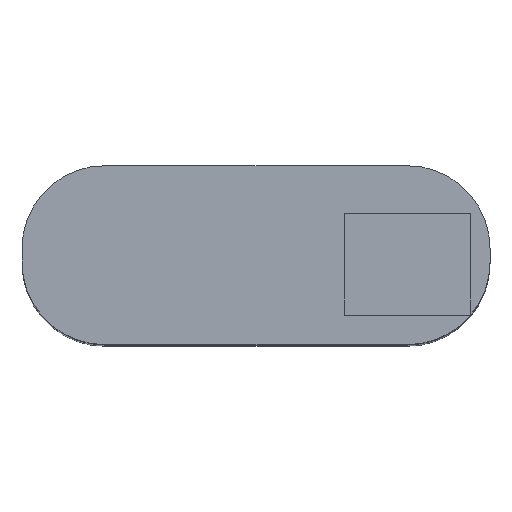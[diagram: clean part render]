
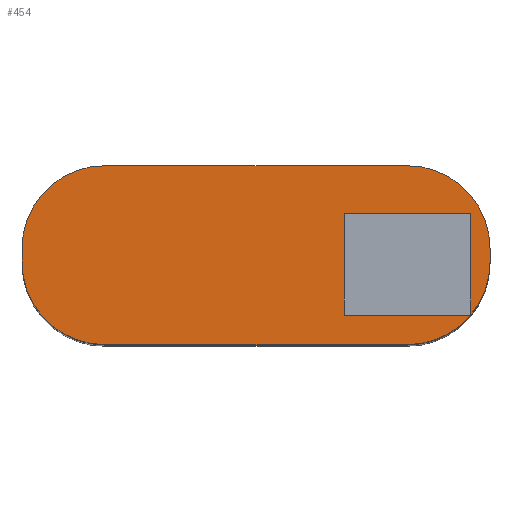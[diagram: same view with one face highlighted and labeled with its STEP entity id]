
A CAD part, top view. The second image highlights one B-rep face of the part: STEP entity #454.
In plain terms, the highlighted planar face has unit normal (0, 0, 1).
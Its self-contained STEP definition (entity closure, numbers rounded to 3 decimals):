
#2 = EDGE_CURVE ( 'NONE', #1036, #402, #586, .T. ) ;
#5 = CARTESIAN_POINT ( 'NONE',  ( 3., 3.5, 35. ) ) ;
#6 = DIRECTION ( 'NONE',  ( 0., 0., 1. ) ) ;
#12 = DIRECTION ( 'NONE',  ( -1., 0., 0. ) ) ;
#18 = CARTESIAN_POINT ( 'NONE',  ( 0., 3., 35. ) ) ;
#29 = CIRCLE ( 'NONE', #624, 0.8 ) ;
#64 = DIRECTION ( 'NONE',  ( -1., 0., 0. ) ) ;
#112 = AXIS2_PLACEMENT_3D ( 'NONE', #5, #6, #12 ) ;
#118 = VERTEX_POINT ( 'NONE', #1030 ) ;
#124 = EDGE_CURVE ( 'NONE', #809, #1189, #29, .T. ) ;
#134 = VECTOR ( 'NONE', #64, 1000. ) ;
#137 = CARTESIAN_POINT ( 'NONE',  ( 0., 3.5, 35. ) ) ;
#142 = LINE ( 'NONE', #1041, #134 ) ;
#146 = VECTOR ( 'NONE', #1162, 1000. ) ;
#161 = LINE ( 'NONE', #1145, #146 ) ;
#167 = ORIENTED_EDGE ( 'NONE', *, *, #1323, .F. ) ;
#173 = VECTOR ( 'NONE', #1139, 1000. ) ;
#176 = EDGE_CURVE ( 'NONE', #118, #531, #142, .T. ) ;
#177 = CIRCLE ( 'NONE', #747, 0.8 ) ;
#180 = CARTESIAN_POINT ( 'NONE',  ( 15., 3., 35. ) ) ;
#206 = DIRECTION ( 'NONE',  ( -1., 0., 0. ) ) ;
#207 = LINE ( 'NONE', #1112, #173 ) ;
#215 = DIRECTION ( 'NONE',  ( 0., 0., -1. ) ) ;
#220 = CIRCLE ( 'NONE', #756, 3. ) ;
#223 = DIRECTION ( 'NONE',  ( -1., 0., 0. ) ) ;
#288 = ORIENTED_EDGE ( 'NONE', *, *, #124, .T. ) ;
#302 = CARTESIAN_POINT ( 'NONE',  ( 14., 0., 35. ) ) ;
#346 = CARTESIAN_POINT ( 'NONE',  ( -0.01, -0.01, 35. ) ) ;
#384 = DIRECTION ( 'NONE',  ( 1., 0., 0. ) ) ;
#386 = DIRECTION ( 'NONE',  ( 0., 0., 1. ) ) ;
#389 = VECTOR ( 'NONE', #384, 1000. ) ;
#402 = VERTEX_POINT ( 'NONE', #302 ) ;
#415 = EDGE_LOOP ( 'NONE', ( #1244, #1238, #655, #597, #537, #1341, #1154, #167 ) ) ;
#436 = EDGE_CURVE ( 'NONE', #531, #741, #760, .T. ) ;
#442 = VERTEX_POINT ( 'NONE', #18 ) ;
#445 = CIRCLE ( 'NONE', #850, 3. ) ;
#452 = FACE_BOUND ( 'NONE', #797, .T. ) ;
#454 = ADVANCED_FACE ( 'NONE', ( #510, #452, #505 ), #922, .T. ) ;
#467 = CARTESIAN_POINT ( 'NONE',  ( 8.5, 0., 35. ) ) ;
#496 = VERTEX_POINT ( 'NONE', #820 ) ;
#505 = FACE_OUTER_BOUND ( 'NONE', #415, .T. ) ;
#510 = FACE_BOUND ( 'NONE', #1379, .T. ) ;
#531 = VERTEX_POINT ( 'NONE', #835 ) ;
#537 = ORIENTED_EDGE ( 'NONE', *, *, #774, .T. ) ;
#556 = CARTESIAN_POINT ( 'NONE',  ( 17., 3.5, 35. ) ) ;
#586 = LINE ( 'NONE', #467, #389 ) ;
#595 = CARTESIAN_POINT ( 'NONE',  ( 3., 0., 35. ) ) ;
#597 = ORIENTED_EDGE ( 'NONE', *, *, #1371, .F. ) ;
#624 = AXIS2_PLACEMENT_3D ( 'NONE', #1149, #1233, #1246 ) ;
#653 = VERTEX_POINT ( 'NONE', #840 ) ;
#655 = ORIENTED_EDGE ( 'NONE', *, *, #1314, .T. ) ;
#731 = EDGE_CURVE ( 'NONE', #496, #795, #908, .T. ) ;
#741 = VERTEX_POINT ( 'NONE', #137 ) ;
#745 = CIRCLE ( 'NONE', #885, 0.8 ) ;
#747 = AXIS2_PLACEMENT_3D ( 'NONE', #1164, #1167, #1169 ) ;
#749 = DIRECTION ( 'NONE',  ( 0., 0., -1. ) ) ;
#756 = AXIS2_PLACEMENT_3D ( 'NONE', #1117, #1118, #1122 ) ;
#760 = CIRCLE ( 'NONE', #112, 3. ) ;
#774 = EDGE_CURVE ( 'NONE', #1019, #118, #876, .T. ) ;
#795 = VERTEX_POINT ( 'NONE', #955 ) ;
#797 = EDGE_LOOP ( 'NONE', ( #1232, #1366 ) ) ;
#809 = VERTEX_POINT ( 'NONE', #965 ) ;
#820 = CARTESIAN_POINT ( 'NONE',  ( 14.2, 3., 35. ) ) ;
#835 = CARTESIAN_POINT ( 'NONE',  ( 3., 6.5, 35. ) ) ;
#840 = CARTESIAN_POINT ( 'NONE',  ( 17., 3., 35. ) ) ;
#849 = EDGE_CURVE ( 'NONE', #795, #496, #745, .T. ) ;
#850 = AXIS2_PLACEMENT_3D ( 'NONE', #886, #889, #895 ) ;
#858 = DIRECTION ( 'NONE',  ( 1., 0., 0. ) ) ;
#876 = CIRCLE ( 'NONE', #914, 3. ) ;
#885 = AXIS2_PLACEMENT_3D ( 'NONE', #180, #215, #223 ) ;
#886 = CARTESIAN_POINT ( 'NONE',  ( 3., 3., 35. ) ) ;
#889 = DIRECTION ( 'NONE',  ( 0., 0., 1. ) ) ;
#895 = DIRECTION ( 'NONE',  ( 1., 0., 0. ) ) ;
#908 = CIRCLE ( 'NONE', #952, 0.8 ) ;
#914 = AXIS2_PLACEMENT_3D ( 'NONE', #966, #1024, #1046 ) ;
#920 = CARTESIAN_POINT ( 'NONE',  ( 15., 3., 35. ) ) ;
#922 = PLANE ( 'NONE',  #1285 ) ;
#952 = AXIS2_PLACEMENT_3D ( 'NONE', #920, #749, #206 ) ;
#955 = CARTESIAN_POINT ( 'NONE',  ( 15.8, 3., 35. ) ) ;
#965 = CARTESIAN_POINT ( 'NONE',  ( 13.8, 3., 35. ) ) ;
#966 = CARTESIAN_POINT ( 'NONE',  ( 14., 3.5, 35. ) ) ;
#1002 = CARTESIAN_POINT ( 'NONE',  ( 12.2, 3., 35. ) ) ;
#1019 = VERTEX_POINT ( 'NONE', #556 ) ;
#1024 = DIRECTION ( 'NONE',  ( 0., 0., 1. ) ) ;
#1030 = CARTESIAN_POINT ( 'NONE',  ( 14., 6.5, 35. ) ) ;
#1036 = VERTEX_POINT ( 'NONE', #595 ) ;
#1041 = CARTESIAN_POINT ( 'NONE',  ( 8.5, 6.5, 35. ) ) ;
#1046 = DIRECTION ( 'NONE',  ( 0., -1., 0. ) ) ;
#1098 = EDGE_CURVE ( 'NONE', #442, #1036, #445, .T. ) ;
#1112 = CARTESIAN_POINT ( 'NONE',  ( 0., 3.25, 35. ) ) ;
#1117 = CARTESIAN_POINT ( 'NONE',  ( 14., 3., 35. ) ) ;
#1118 = DIRECTION ( 'NONE',  ( 0., 0., 1. ) ) ;
#1122 = DIRECTION ( 'NONE',  ( -1., 0., 0. ) ) ;
#1139 = DIRECTION ( 'NONE',  ( 0., 1., 0. ) ) ;
#1145 = CARTESIAN_POINT ( 'NONE',  ( 17., 3.25, 35. ) ) ;
#1149 = CARTESIAN_POINT ( 'NONE',  ( 13., 3., 35. ) ) ;
#1154 = ORIENTED_EDGE ( 'NONE', *, *, #436, .T. ) ;
#1162 = DIRECTION ( 'NONE',  ( 0., -1., 0. ) ) ;
#1164 = CARTESIAN_POINT ( 'NONE',  ( 13., 3., 35. ) ) ;
#1167 = DIRECTION ( 'NONE',  ( 0., 0., -1. ) ) ;
#1169 = DIRECTION ( 'NONE',  ( -1., 0., 0. ) ) ;
#1189 = VERTEX_POINT ( 'NONE', #1002 ) ;
#1232 = ORIENTED_EDGE ( 'NONE', *, *, #731, .T. ) ;
#1233 = DIRECTION ( 'NONE',  ( 0., 0., -1. ) ) ;
#1238 = ORIENTED_EDGE ( 'NONE', *, *, #2, .T. ) ;
#1243 = ORIENTED_EDGE ( 'NONE', *, *, #1375, .T. ) ;
#1244 = ORIENTED_EDGE ( 'NONE', *, *, #1098, .T. ) ;
#1246 = DIRECTION ( 'NONE',  ( -1., 0., 0. ) ) ;
#1285 = AXIS2_PLACEMENT_3D ( 'NONE', #346, #386, #858 ) ;
#1314 = EDGE_CURVE ( 'NONE', #402, #653, #220, .T. ) ;
#1323 = EDGE_CURVE ( 'NONE', #442, #741, #207, .T. ) ;
#1341 = ORIENTED_EDGE ( 'NONE', *, *, #176, .T. ) ;
#1366 = ORIENTED_EDGE ( 'NONE', *, *, #849, .T. ) ;
#1371 = EDGE_CURVE ( 'NONE', #1019, #653, #161, .T. ) ;
#1375 = EDGE_CURVE ( 'NONE', #1189, #809, #177, .T. ) ;
#1379 = EDGE_LOOP ( 'NONE', ( #1243, #288 ) ) ;
